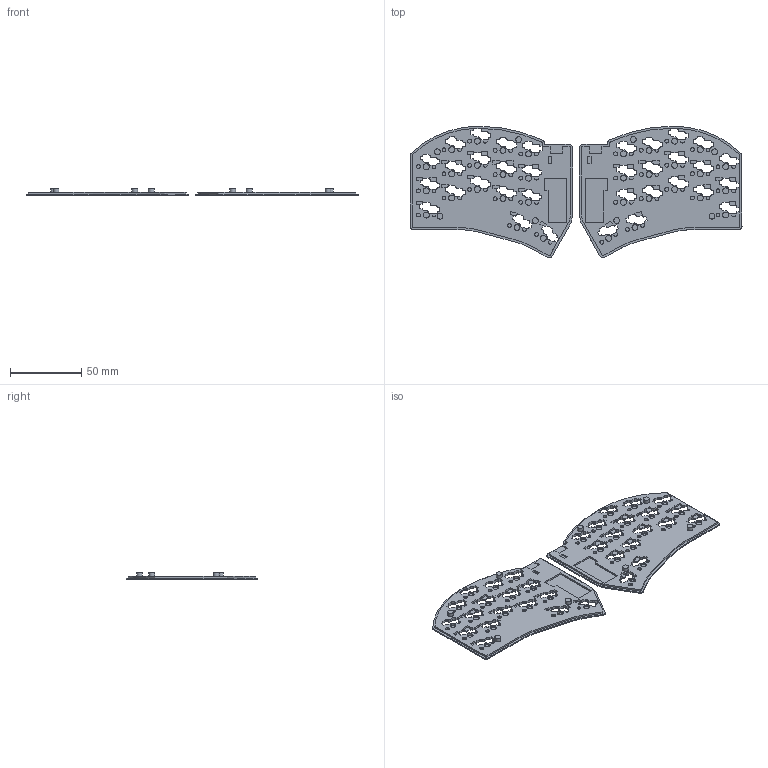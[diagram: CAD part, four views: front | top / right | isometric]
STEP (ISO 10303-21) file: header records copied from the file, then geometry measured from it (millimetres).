
FILE_DESCRIPTION(/* description */ (''),/* implementation_level */ '2;1');
FILE_NAME(/* name */ 'bottom right.step',/* time_stamp */ '2024-10-14T19:58:10-03:00',/* author */ (''),/* organization */ (''),/* preprocessor_version */ 'ST-DEVELOPER v20',/* originating_system */ 'Autodesk Translation Framework v13.20.0.188',/* authorisation */ '');
FILE_SCHEMA (('AUTOMOTIVE_DESIGN { 1 0 10303 214 3 1 1 }'));
Length unit declared in the file: millimetre
Products named in the file (1): Urxin base
Bounding box: 233.56 x 92.6 x 4.65 mm (x, y, z)
Volume: 24362 mm3; surface area: 33894.4 mm2
Topology: 2 solids, 2 shells, 1490 faces, 4219 edges, 2813 vertices
Faces by surface type: plane 966, cylinder 524
Full cylindrical faces by diameter (mm): 2.7 x34, 4.1 x8, 4.2 x34
Entity records: 48530 total; most frequent: CARTESIAN_POINT 8523, ORIENTED_EDGE 8438, DIRECTION 8309, EDGE_CURVE 4219, LINE 3111, VECTOR 3111, VERTEX_POINT 2813, AXIS2_PLACEMENT_3D 2599
